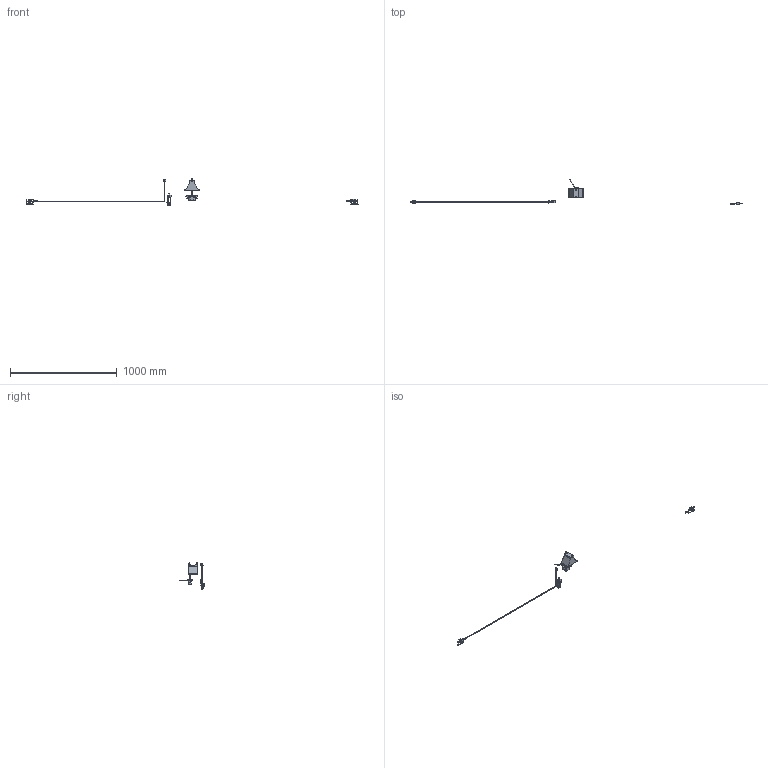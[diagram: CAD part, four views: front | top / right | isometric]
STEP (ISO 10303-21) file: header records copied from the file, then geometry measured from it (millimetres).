
FILE_DESCRIPTION(/* description */ (''),/* implementation_level */ '2;1');
FILE_NAME(/* name */ 'MIRROR_CENTRAL_R.stp',/* time_stamp */ '2014-02-18T16:30:24+01:00',/* author */ (''),/* organization */ (''),/* preprocessor_version */ 'ST-DEVELOPER v15',/* originating_system */ 'SIEMENS PLM Software NX 8.5',/* authorisation */ '');
FILE_SCHEMA (('CONFIG_CONTROL_DESIGN'));
Length unit declared in the file: millimetre
Products named in the file (27): bloccaggio nastro; attacco nastro V2; ST0329524_01; ST0329533_01; ST0329541_01; end-travels-support; piezo-adapter-support; tensioning ribbon connector cover mirror side; tensioning ribbon connector mirror side; teflon ring; asta di manovra_R; teflon ring1; manopola; teflon manopola; chiave rotazione; ribbon_central_R; supporto bussola; central_mirror_R_support; attacco nastro; aluminum_dowel_central-mirror; aluminum_dowel; TENSIONING_RIBBON_CONNECTOR_MIRROR_SIDE_ASB; ASTA MANOVRA_R ASB; ST0329523_02 (actuator); PIEZO-EQUIPMENT; MANOPOLA ASB; MIRROR_CENTRAL_R
Assembly tree (29 placements, depth 5):
  MIRROR_CENTRAL_R
    aluminum_dowel
    aluminum_dowel_central-mirror
    attacco nastro
    central_mirror_R_support
    MANOPOLA ASB
      teflon manopola  x2
      manopola
      PIEZO-EQUIPMENT
        piezo-adapter-support
        ST0329523_02 (actuator)
          ST0329541_01
          ST0329533_01  x2
          ST0329524_01
          attacco nastro V2
          bloccaggio nastro
        end-travels-support
    supporto bussola
    ASTA MANOVRA_R ASB
      teflon ring1
      asta di manovra_R
      teflon ring
    TENSIONING_RIBBON_CONNECTOR_MIRROR_SIDE_ASB
      tensioning ribbon connector mirror side
      tensioning ribbon connector cover mirror side
    ribbon_central_R
    chiave rotazione
    PIEZO-EQUIPMENT
      piezo-adapter-support
      ST0329523_02 (actuator)
        ST0329541_01
        ST0329533_01  x2
        ST0329524_01
        attacco nastro V2
        bloccaggio nastro
      end-travels-support
Bounding box: 3110.93 x 243.1 x 250.17 mm (x, y, z)
Volume: 297436.4 mm3; surface area: 170692.7 mm2
Topology: 31 solids, 31 shells, 438 faces, 1053 edges, 695 vertices
Faces by surface type: plane 300, cylinder 105, cone 28, sphere 2, bspline 2, extrusion 1
Full cylindrical faces by diameter (mm): 2.5 x3, 3 x1, 3.2 x1, 3.3 x2, 3.4 x8, 4 x4, 4.2 x2, 4.3 x4, 5 x14, 5.3 x1, 6.4 x2, 8 x3, 8.5 x1, 9 x5, 10 x1, 12 x2, 14 x1, 16 x2, 20 x1, 30 x2, 50 x1
Entity records: 12306 total; most frequent: CARTESIAN_POINT 2347, DIRECTION 1444, ORIENTED_EDGE 1258, EDGE_CURVE 629, AXIS2_PLACEMENT_3D 505, EDGE_LOOP 474, VERTEX_POINT 459, VECTOR 434
